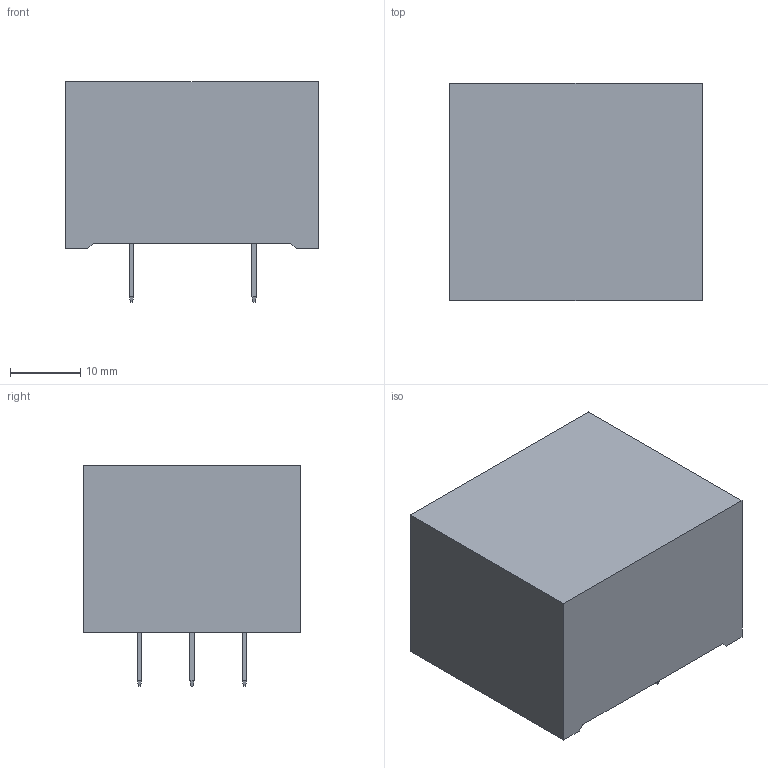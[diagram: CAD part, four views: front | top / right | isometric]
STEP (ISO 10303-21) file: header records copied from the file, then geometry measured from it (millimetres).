
FILE_DESCRIPTION((''),'2;1');
FILE_NAME('C-6609065-3','2009-05-02T',('workeradm'),('Tyco Electronics Corporation'),'PRO/ENGINEER BY PARAMETRIC TECHNOLOGY CORPORATION, 2007390','PRO/ENGINEER BY PARAMETRIC TECHNOLOGY CORPORATION, 2007390','');
FILE_SCHEMA(('AUTOMOTIVE_DESIGN { 1 0 10303 214 1 1 1 1 }'));
Length unit declared in the file: millimetre
Products named in the file (1): C-6609065-3
Bounding box: 35.99 x 30.99 x 31.45 mm (x, y, z)
Volume: 5588.9 mm3; surface area: 10219.9 mm2
Topology: 1 solids, 1 shells, 94 faces, 340 edges, 220 vertices
Faces by surface type: plane 74, cylinder 20
Entity records: 3739 total; most frequent: ORIENTED_EDGE 680, CARTESIAN_POINT 655, DIRECTION 568, EDGE_CURVE 340, VECTOR 300, LINE 300, VERTEX_POINT 220, AXIS2_PLACEMENT_3D 134
